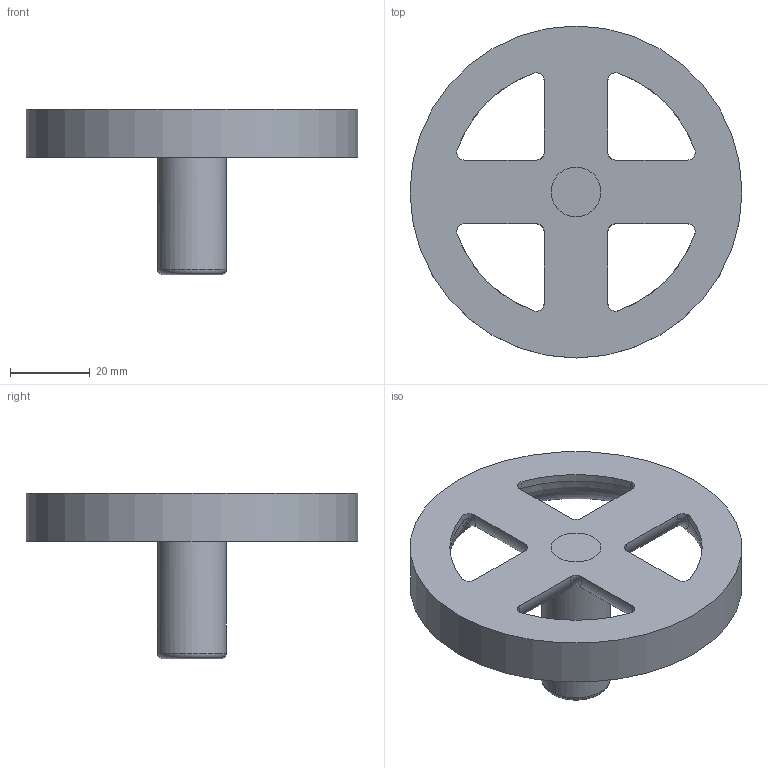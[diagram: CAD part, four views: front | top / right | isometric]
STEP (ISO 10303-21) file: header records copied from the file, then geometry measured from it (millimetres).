
FILE_DESCRIPTION(/* description */ (''),/* implementation_level */ '2;1');
FILE_NAME(/* name */ '80mm-shower-head-18mm-od.step',/* time_stamp */ '2024-03-05T21:23:14-08:00',/* author */ (''),/* organization */ (''),/* preprocessor_version */ 'ST-DEVELOPER v20',/* originating_system */ 'Autodesk Translation Framework v12.20.1.177',/* authorisation */ '');
FILE_SCHEMA (('AUTOMOTIVE_DESIGN { 1 0 10303 214 3 1 1 }'));
Length unit declared in the file: metre
Products named in the file (4): (Unsaved); Component1; Component2; Component3
Assembly tree (3 placements, depth 2):
  (Unsaved)
    Component1
    Component2
    Component3
Bounding box: 83.4 x 83.4 x 41.57 mm (x, y, z)
Volume: 26424.6 mm3; surface area: 26425.6 mm2
Topology: 3 solids, 3 shells, 79 faces, 233 edges, 148 vertices
Faces by surface type: cylinder 27, bspline 26, plane 16, torus 4, sphere 4, cone 2
Full cylindrical faces by diameter (mm): 11.077 x1, 12.5 x3, 17.308 x1, 78.4 x1, 79.4 x1, 82 x1, 83.4 x1
Entity records: 4131 total; most frequent: CARTESIAN_POINT 2058, ORIENTED_EDGE 464, DIRECTION 369, EDGE_CURVE 232, AXIS2_PLACEMENT_3D 161, VERTEX_POINT 148, CIRCLE 89, EDGE_LOOP 88
